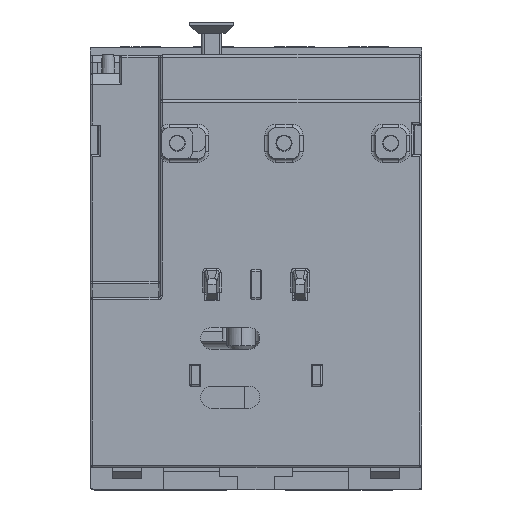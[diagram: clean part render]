
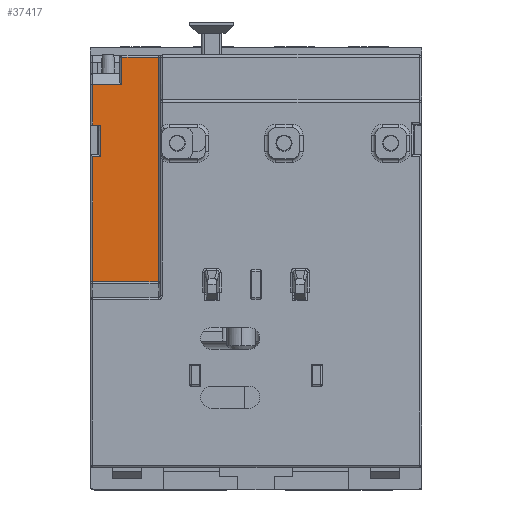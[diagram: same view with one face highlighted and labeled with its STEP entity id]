
A CAD part, top view. The second image highlights one B-rep face of the part: STEP entity #37417.
In plain terms, the highlighted face is planar.
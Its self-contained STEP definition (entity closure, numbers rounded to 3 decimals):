
#4732=DIRECTION('',(0.,0.,-1.));
#4733=VECTOR('',#4732,1.1);
#4734=CARTESIAN_POINT('',(13.676,16.37,22.564));
#4735=LINE('',#4734,#4733);
#4761=DIRECTION('',(0.,-1.,0.));
#4762=VECTOR('',#4761,5.5);
#4763=CARTESIAN_POINT('',(13.676,21.87,22.564));
#4764=LINE('',#4763,#4762);
#4768=DIRECTION('',(0.,1.,0.));
#4769=VECTOR('',#4768,3.7);
#4770=CARTESIAN_POINT('',(13.676,21.87,18.564));
#4771=LINE('',#4770,#4769);
#4775=DIRECTION('',(0.,0.,1.));
#4776=VECTOR('',#4775,4.9);
#4777=CARTESIAN_POINT('',(13.676,25.57,13.664));
#4778=LINE('',#4777,#4776);
#4782=DIRECTION('',(0.,1.,0.));
#4783=VECTOR('',#4782,30.454);
#4784=CARTESIAN_POINT('',(13.676,-4.884,13.664));
#4785=LINE('',#4784,#4783);
#4789=DIRECTION('',(0.,0.,-1.));
#4790=VECTOR('',#4789,8.9);
#4791=CARTESIAN_POINT('',(13.676,-4.884,22.564));
#4792=LINE('',#4791,#4790);
#4796=DIRECTION('',(0.,1.,0.));
#4797=VECTOR('',#4796,16.954);
#4798=CARTESIAN_POINT('',(13.676,-4.884,22.564));
#4799=LINE('',#4798,#4797);
#4803=DIRECTION('',(0.,0.,-1.));
#4804=VECTOR('',#4803,1.1);
#4805=CARTESIAN_POINT('',(13.676,12.07,22.564));
#4806=LINE('',#4805,#4804);
#4810=DIRECTION('',(0.,1.,0.));
#4811=VECTOR('',#4810,4.3);
#4812=CARTESIAN_POINT('',(13.676,12.07,21.464));
#4813=LINE('',#4812,#4811);
#11505=DIRECTION('',(0.,0.,1.));
#11506=VECTOR('',#11505,4.);
#11507=CARTESIAN_POINT('',(13.676,21.87,18.564));
#11508=LINE('',#11507,#11506);
#31082=CARTESIAN_POINT('',(13.676,21.87,22.564));
#31083=VERTEX_POINT('',#31082);
#31086=CARTESIAN_POINT('',(13.676,16.37,22.564));
#31088=VERTEX_POINT('',#31086);
#31154=CARTESIAN_POINT('',(13.676,21.87,18.564));
#31155=CARTESIAN_POINT('',(13.676,25.57,18.564));
#31156=VERTEX_POINT('',#31154);
#31157=VERTEX_POINT('',#31155);
#31166=CARTESIAN_POINT('',(13.676,25.57,13.664));
#31167=VERTEX_POINT('',#31166);
#31168=CARTESIAN_POINT('',(13.676,12.07,21.464));
#31169=CARTESIAN_POINT('',(13.676,16.37,21.464));
#31170=VERTEX_POINT('',#31168);
#31171=VERTEX_POINT('',#31169);
#31176=CARTESIAN_POINT('',(13.676,12.07,22.564));
#31177=VERTEX_POINT('',#31176);
#31180=CARTESIAN_POINT('',(13.676,-4.884,
22.564));
#31181=VERTEX_POINT('',#31180);
#31194=CARTESIAN_POINT('',(13.676,-4.884,
13.664));
#31195=VERTEX_POINT('',#31194);
#37391=CARTESIAN_POINT('',(13.676,10.37,18.114));
#37392=DIRECTION('',(1.,0.,0.));
#37393=DIRECTION('',(0.,-1.,0.));
#37394=AXIS2_PLACEMENT_3D('',#37391,#37392,#37393);
#37395=PLANE('',#37394);
#37397=ORIENTED_EDGE('',*,*,#37396,.F.);
#37399=ORIENTED_EDGE('',*,*,#37398,.F.);
#37401=ORIENTED_EDGE('',*,*,#37400,.T.);
#37403=ORIENTED_EDGE('',*,*,#37402,.F.);
#37405=ORIENTED_EDGE('',*,*,#37404,.F.);
#37407=ORIENTED_EDGE('',*,*,#37406,.F.);
#37409=ORIENTED_EDGE('',*,*,#37408,.T.);
#37411=ORIENTED_EDGE('',*,*,#37410,.T.);
#37413=ORIENTED_EDGE('',*,*,#37412,.T.);
#37414=ORIENTED_EDGE('',*,*,#37368,.F.);
#37415=EDGE_LOOP('',(#37397,#37399,#37401,#37403,#37405,#37407,#37409,#37411,
#37413,#37414));
#37416=FACE_OUTER_BOUND('',#37415,.F.);
#37417=ADVANCED_FACE('',(#37416),#37395,.T.);
#37368=EDGE_CURVE('',#31088,#31171,#4735,.T.);
#37396=EDGE_CURVE('',#31083,#31088,#4764,.T.);
#37398=EDGE_CURVE('',#31156,#31083,#11508,.T.);
#37400=EDGE_CURVE('',#31156,#31157,#4771,.T.);
#37402=EDGE_CURVE('',#31167,#31157,#4778,.T.);
#37404=EDGE_CURVE('',#31195,#31167,#4785,.T.);
#37406=EDGE_CURVE('',#31181,#31195,#4792,.T.);
#37408=EDGE_CURVE('',#31181,#31177,#4799,.T.);
#37410=EDGE_CURVE('',#31177,#31170,#4806,.T.);
#37412=EDGE_CURVE('',#31170,#31171,#4813,.T.);
